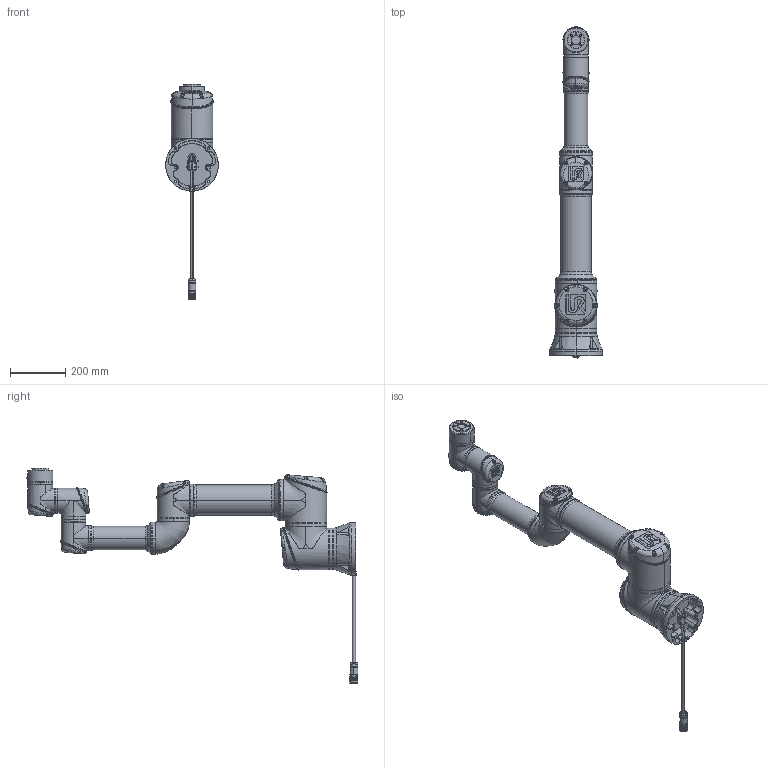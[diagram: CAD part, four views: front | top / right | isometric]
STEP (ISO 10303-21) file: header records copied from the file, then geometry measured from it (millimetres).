
FILE_DESCRIPTION (( 'STEP AP214' ), '1' );
FILE_NAME ('eSeries_UR16e.STEP', '2019-08-23T09:14:09', ( '' ), ( '' ), 'SwSTEP 2.0', 'SolidWorks 2018', '' );
FILE_SCHEMA (( 'AUTOMOTIVE_DESIGN' ));
Length unit declared in the file: millimetre
Products named in the file (8): base; Link_3; Link_2; eSeries_UR16e; Link_4; Link_6; Link_5; Link_1
Assembly tree (7 placements, depth 2):
  eSeries_UR16e
    base
    Link_1
    Link_2
    Link_3
    Link_4
    Link_5
    Link_6
Bounding box: 189.97 x 1196.5 x 777.2 mm (x, y, z)
Volume: 18444293.7 mm3; surface area: 897626.2 mm2
Topology: 7 solids, 7 shells, 4313 faces, 10734 edges, 6524 vertices
Faces by surface type: bspline 1521, cylinder 1116, plane 657, cone 549, torus 408, sphere 62
Entity records: 274764 total; most frequent: CARTESIAN_POINT 144917, ORIENTED_EDGE 21312, DIRECTION 15287, EDGE_CURVE 10656, VERTEX_POINT 6525, AXIS2_PLACEMENT_3D 6318, EDGE_LOOP 4493, FACE_OUTER_BOUND 4313
